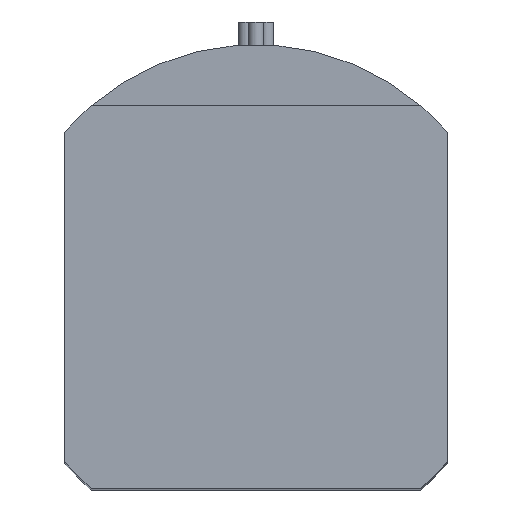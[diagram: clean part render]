
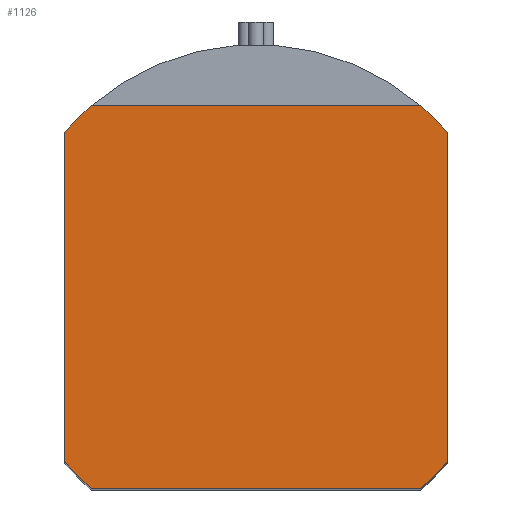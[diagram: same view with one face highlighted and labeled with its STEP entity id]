
A CAD part, top view. The second image highlights one B-rep face of the part: STEP entity #1126.
In plain terms, the highlighted planar face has unit normal (0, 0, 1).
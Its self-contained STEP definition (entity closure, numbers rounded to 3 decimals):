
#805=CARTESIAN_POINT('',(-10.77,12.5,62.0));
#806=VERTEX_POINT('',#805);
#813=CARTESIAN_POINT('',(10.77,12.5,62.0));
#814=VERTEX_POINT('',#813);
#815=CARTESIAN_POINT('',(-10.77,12.5,62.0));
#816=DIRECTION('',(1.0,0.0,0.0));
#817=VECTOR('',#816,21.541);
#818=LINE('',#815,#817);
#819=EDGE_CURVE('',#806,#814,#818,.T.);
#866=CARTESIAN_POINT('',(-12.5,10.77,62.0));
#867=VERTEX_POINT('',#866);
#876=CARTESIAN_POINT('',(0.0,0.0,62.0));
#877=DIRECTION('',(0.0,0.0,1.0));
#878=DIRECTION('',(1.0,0.0,0.0));
#879=AXIS2_PLACEMENT_3D('',#876,#877,#878);
#880=CIRCLE('',#879,16.5);
#881=EDGE_CURVE('',#806,#867,#880,.T.);
#886=CARTESIAN_POINT('',(12.5,10.77,62.0));
#887=VERTEX_POINT('',#886);
#888=CARTESIAN_POINT('',(0.0,0.0,62.0));
#889=DIRECTION('',(0.0,0.0,1.0));
#890=DIRECTION('',(1.0,0.0,0.0));
#891=AXIS2_PLACEMENT_3D('',#888,#889,#890);
#892=CIRCLE('',#891,16.5);
#893=EDGE_CURVE('',#887,#814,#892,.T.);
#935=CARTESIAN_POINT('',(-10.77,-12.5,62.0));
#936=VERTEX_POINT('',#935);
#945=CARTESIAN_POINT('',(-12.5,-10.77,62.0));
#946=VERTEX_POINT('',#945);
#947=CARTESIAN_POINT('',(0.0,0.0,62.0));
#948=DIRECTION('',(0.0,0.0,1.0));
#949=DIRECTION('',(1.0,0.0,0.0));
#950=AXIS2_PLACEMENT_3D('',#947,#948,#949);
#951=CIRCLE('',#950,16.5);
#952=EDGE_CURVE('',#946,#936,#951,.T.);
#977=CARTESIAN_POINT('',(12.5,-10.77,62.0));
#978=VERTEX_POINT('',#977);
#987=CARTESIAN_POINT('',(10.77,-12.5,62.0));
#988=VERTEX_POINT('',#987);
#989=CARTESIAN_POINT('',(0.0,0.0,62.0));
#990=DIRECTION('',(0.0,0.0,1.0));
#991=DIRECTION('',(1.0,0.0,0.0));
#992=AXIS2_PLACEMENT_3D('',#989,#990,#991);
#993=CIRCLE('',#992,16.5);
#994=EDGE_CURVE('',#988,#978,#993,.T.);
#1027=CARTESIAN_POINT('',(-12.5,-10.77,62.0));
#1028=DIRECTION('',(0.0,1.0,0.0));
#1029=VECTOR('',#1028,21.541);
#1030=LINE('',#1027,#1029);
#1031=EDGE_CURVE('',#946,#867,#1030,.T.);
#1049=CARTESIAN_POINT('',(10.77,-12.5,62.0));
#1050=DIRECTION('',(-1.0,0.0,0.0));
#1051=VECTOR('',#1050,21.541);
#1052=LINE('',#1049,#1051);
#1053=EDGE_CURVE('',#988,#936,#1052,.T.);
#1100=CARTESIAN_POINT('',(12.5,10.77,62.0));
#1101=DIRECTION('',(0.0,-1.0,0.0));
#1102=VECTOR('',#1101,21.541);
#1103=LINE('',#1100,#1102);
#1104=EDGE_CURVE('',#887,#978,#1103,.T.);
#1111=CARTESIAN_POINT('',(0.,0.0,62.0));
#1112=DIRECTION('',(0.0,0.0,1.0));
#1113=DIRECTION('',(1.0,0.0,0.0));
#1114=AXIS2_PLACEMENT_3D('',#1111,#1112,#1113);
#1115=PLANE('',#1114);
#1116=ORIENTED_EDGE('',*,*,#881,.T.);
#1117=ORIENTED_EDGE('',*,*,#1031,.F.);
#1118=ORIENTED_EDGE('',*,*,#952,.T.);
#1119=ORIENTED_EDGE('',*,*,#1053,.F.);
#1120=ORIENTED_EDGE('',*,*,#994,.T.);
#1121=ORIENTED_EDGE('',*,*,#1104,.F.);
#1122=ORIENTED_EDGE('',*,*,#893,.T.);
#1123=ORIENTED_EDGE('',*,*,#819,.F.);
#1124=EDGE_LOOP('',(#1116,#1117,#1118,#1119,#1120,#1121,#1122,#1123));
#1125=FACE_OUTER_BOUND('',#1124,.T.);
#1126=ADVANCED_FACE('',(#1125),#1115,.T.);
